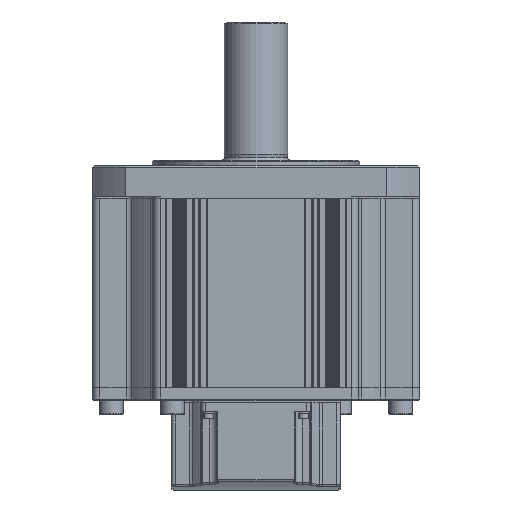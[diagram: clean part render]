
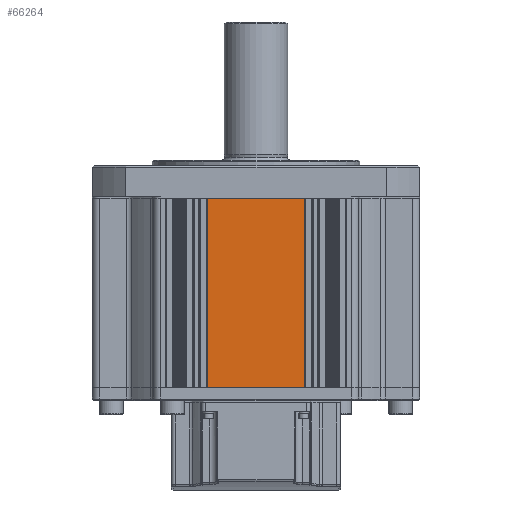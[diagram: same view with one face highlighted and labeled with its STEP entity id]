
A CAD part, front view. The second image highlights one B-rep face of the part: STEP entity #66264.
In plain terms, the highlighted planar face has unit normal (0, -1, 0).
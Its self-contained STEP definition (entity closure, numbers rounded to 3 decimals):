
#4957 = CARTESIAN_POINT ( 'NONE',  ( -26.5, -90., 0. ) ) ;
#5059 = CARTESIAN_POINT ( 'NONE',  ( 26.5, -90., 0. ) ) ;
#11808 = VERTEX_POINT ( 'NONE', #83742 ) ;
#11819 = VERTEX_POINT ( 'NONE', #83740 ) ;
#41457 = VECTOR ( 'NONE', #43762, 1000. ) ;
#43396 = VECTOR ( 'NONE', #49429, 1000. ) ;
#43417 = LINE ( 'NONE', #43435, #41457 ) ;
#43435 = CARTESIAN_POINT ( 'NONE',  ( 0., -90., 0. ) ) ;
#43488 = VECTOR ( 'NONE', #49420, 1000. ) ;
#43762 = DIRECTION ( 'NONE',  ( 1., 0., 0. ) ) ;
#43836 = VECTOR ( 'NONE', #49847, 1000. ) ;
#49388 = CARTESIAN_POINT ( 'NONE',  ( 26.5, -90., -104. ) ) ;
#49415 = LINE ( 'NONE', #49388, #43396 ) ;
#49419 = CARTESIAN_POINT ( 'NONE',  ( -26.5, -90., 0. ) ) ;
#49420 = DIRECTION ( 'NONE',  ( 0., 0., -1. ) ) ;
#49421 = LINE ( 'NONE', #49419, #43488 ) ;
#49429 = DIRECTION ( 'NONE',  ( 1., 0., 0. ) ) ;
#49847 = DIRECTION ( 'NONE',  ( 0., 0., -1. ) ) ;
#49868 = LINE ( 'NONE', #49881, #43836 ) ;
#49881 = CARTESIAN_POINT ( 'NONE',  ( 26.5, -90., 0. ) ) ;
#61098 = ORIENTED_EDGE ( 'NONE', *, *, #111933, .T. ) ;
#61121 = ORIENTED_EDGE ( 'NONE', *, *, #112076, .F. ) ;
#61129 = ORIENTED_EDGE ( 'NONE', *, *, #111929, .T. ) ;
#61156 = ORIENTED_EDGE ( 'NONE', *, *, #64501, .F. ) ;
#64501 = EDGE_CURVE ( 'NONE', #87895, #87907, #43417, .T. ) ;
#66264 = ADVANCED_FACE ( 'NONE', ( #77040 ), #77036, .F. ) ;
#76096 = DIRECTION ( 'NONE',  ( -1., 0., 0. ) ) ;
#76110 = DIRECTION ( 'NONE',  ( 0., 1., 0. ) ) ;
#76117 = CARTESIAN_POINT ( 'NONE',  ( 26.5, -90., 0. ) ) ;
#77036 = PLANE ( 'NONE',  #77258 ) ;
#77040 = FACE_OUTER_BOUND ( 'NONE', #97419, .T. ) ;
#77258 = AXIS2_PLACEMENT_3D ( 'NONE', #76117, #76110, #76096 ) ;
#83740 = CARTESIAN_POINT ( 'NONE',  ( 26.5, -90., -104. ) ) ;
#83742 = CARTESIAN_POINT ( 'NONE',  ( -26.5, -90., -104. ) ) ;
#87895 = VERTEX_POINT ( 'NONE', #4957 ) ;
#87907 = VERTEX_POINT ( 'NONE', #5059 ) ;
#97419 = EDGE_LOOP ( 'NONE', ( #61098, #61121, #61156, #61129 ) ) ;
#111929 = EDGE_CURVE ( 'NONE', #87895, #11808, #49421, .T. ) ;
#111933 = EDGE_CURVE ( 'NONE', #11808, #11819, #49415, .T. ) ;
#112076 = EDGE_CURVE ( 'NONE', #87907, #11819, #49868, .T. ) ;
